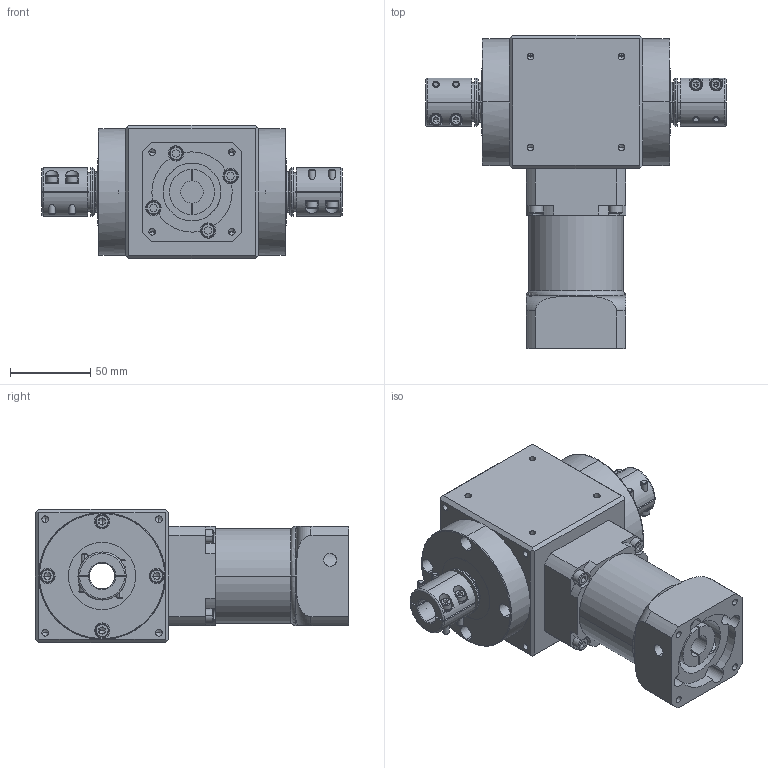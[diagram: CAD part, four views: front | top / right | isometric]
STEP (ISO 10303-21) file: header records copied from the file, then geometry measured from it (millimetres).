
FILE_DESCRIPTION (( 'STEP AP214' ), '1' );
FILE_NAME ('RAH060-L2-XX-D-14-50-70-M5_2019.STEP', '2019-05-13T04:06:43', ( 'Y' ), ( 'NCU' ), 'SwSTEP 2.0', 'SolidWorks 2016', '' );
FILE_SCHEMA (( 'AUTOMOTIVE_DESIGN' ));
Length unit declared in the file: millimetre
Products named in the file (1): RAH060-L2-XX-D-14-50-70-M5_2019
Bounding box: 187 x 195 x 83 mm (x, y, z)
Volume: 1070152.3 mm3; surface area: 127880.1 mm2
Topology: 2 solids, 10 shells, 1006 faces, 2488 edges, 1523 vertices
Faces by surface type: plane 481, cylinder 337, cone 122, torus 42, bspline 24
Entity records: 31806 total; most frequent: CARTESIAN_POINT 6890, DIRECTION 5259, ORIENTED_EDGE 4832, EDGE_CURVE 2416, AXIS2_PLACEMENT_3D 1996, VERTEX_POINT 1523, VECTOR 1267, LINE 1267
